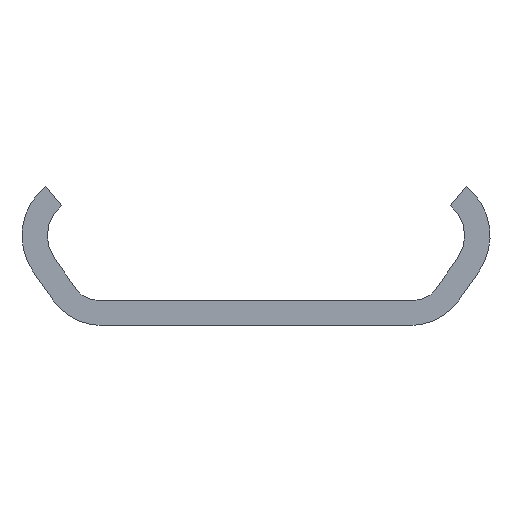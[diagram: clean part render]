
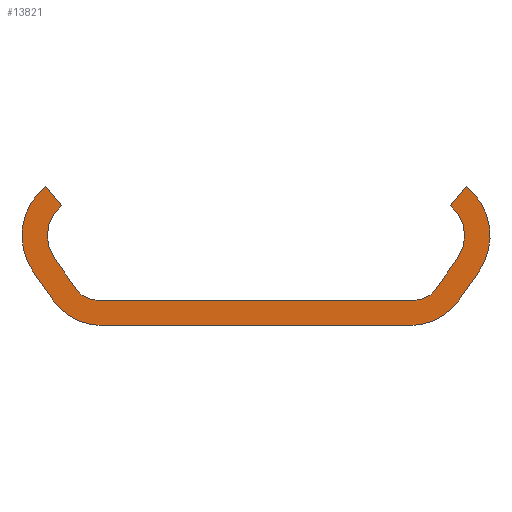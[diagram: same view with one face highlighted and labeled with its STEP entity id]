
A CAD part, front view. The second image highlights one B-rep face of the part: STEP entity #13821.
In plain terms, the highlighted planar face has unit normal (0, -1, 0).
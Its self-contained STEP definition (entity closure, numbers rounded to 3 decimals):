
#1637=LINE('',#28817,#2449);
#1642=LINE('',#28830,#2454);
#1646=LINE('',#28842,#2458);
#1650=LINE('',#28854,#2462);
#1654=LINE('',#28866,#2466);
#1658=LINE('',#28878,#2470);
#1662=LINE('',#28890,#2474);
#1666=LINE('',#28902,#2478);
#2449=VECTOR('',#18983,24.319);
#2454=VECTOR('',#18996,2.694);
#2458=VECTOR('',#19008,2.001);
#2462=VECTOR('',#19020,3.084);
#2466=VECTOR('',#19032,25.1);
#2470=VECTOR('',#19044,3.084);
#2474=VECTOR('',#19056,2.001);
#2478=VECTOR('',#19068,2.694);
#2607=PLANE('',#15303);
#3473=FACE_OUTER_BOUND('',#4339,.T.);
#4339=EDGE_LOOP('',(#12561,#12562,#12563,#12564,#12565,#12566,#12567,#12568,
#12569,#12570,#12571,#12572,#12573,#12574,#12575,#12576));
#5006=CIRCLE('',#15274,4.75);
#5008=CIRCLE('',#15278,5.);
#5010=CIRCLE('',#15282,3.);
#5012=CIRCLE('',#15286,2.);
#5014=CIRCLE('',#15290,2.);
#5016=CIRCLE('',#15294,3.);
#5018=CIRCLE('',#15298,5.);
#5020=CIRCLE('',#15302,4.75);
#6287=VERTEX_POINT('',#28814);
#6288=VERTEX_POINT('',#28816);
#6290=VERTEX_POINT('',#28822);
#6292=VERTEX_POINT('',#28828);
#6294=VERTEX_POINT('',#28834);
#6296=VERTEX_POINT('',#28840);
#6298=VERTEX_POINT('',#28846);
#6300=VERTEX_POINT('',#28852);
#6302=VERTEX_POINT('',#28858);
#6304=VERTEX_POINT('',#28864);
#6306=VERTEX_POINT('',#28870);
#6308=VERTEX_POINT('',#28876);
#6310=VERTEX_POINT('',#28882);
#6312=VERTEX_POINT('',#28888);
#6314=VERTEX_POINT('',#28894);
#6316=VERTEX_POINT('',#28900);
#8363=EDGE_CURVE('',#6287,#6288,#1637,.T.);
#8367=EDGE_CURVE('',#6290,#6287,#5006,.T.);
#8370=EDGE_CURVE('',#6292,#6290,#1642,.T.);
#8373=EDGE_CURVE('',#6294,#6292,#5008,.T.);
#8376=EDGE_CURVE('',#6296,#6294,#1646,.T.);
#8379=EDGE_CURVE('',#6298,#6296,#5010,.T.);
#8382=EDGE_CURVE('',#6300,#6298,#1650,.T.);
#8385=EDGE_CURVE('',#6302,#6300,#5012,.T.);
#8388=EDGE_CURVE('',#6304,#6302,#1654,.T.);
#8391=EDGE_CURVE('',#6306,#6304,#5014,.T.);
#8394=EDGE_CURVE('',#6308,#6306,#1658,.T.);
#8397=EDGE_CURVE('',#6310,#6308,#5016,.T.);
#8400=EDGE_CURVE('',#6312,#6310,#1662,.T.);
#8403=EDGE_CURVE('',#6314,#6312,#5018,.T.);
#8406=EDGE_CURVE('',#6316,#6314,#1666,.T.);
#8408=EDGE_CURVE('',#6288,#6316,#5020,.T.);
#12561=ORIENTED_EDGE('',*,*,#8363,.F.);
#12562=ORIENTED_EDGE('',*,*,#8367,.F.);
#12563=ORIENTED_EDGE('',*,*,#8370,.F.);
#12564=ORIENTED_EDGE('',*,*,#8373,.F.);
#12565=ORIENTED_EDGE('',*,*,#8376,.F.);
#12566=ORIENTED_EDGE('',*,*,#8379,.F.);
#12567=ORIENTED_EDGE('',*,*,#8382,.F.);
#12568=ORIENTED_EDGE('',*,*,#8385,.F.);
#12569=ORIENTED_EDGE('',*,*,#8388,.F.);
#12570=ORIENTED_EDGE('',*,*,#8391,.F.);
#12571=ORIENTED_EDGE('',*,*,#8394,.F.);
#12572=ORIENTED_EDGE('',*,*,#8397,.F.);
#12573=ORIENTED_EDGE('',*,*,#8400,.F.);
#12574=ORIENTED_EDGE('',*,*,#8403,.F.);
#12575=ORIENTED_EDGE('',*,*,#8406,.F.);
#12576=ORIENTED_EDGE('',*,*,#8408,.F.);
#13821=ADVANCED_FACE('',(#3473),#2607,.F.);
#15274=AXIS2_PLACEMENT_3D('',#28824,#18990,#18991);
#15278=AXIS2_PLACEMENT_3D('',#28836,#19002,#19003);
#15282=AXIS2_PLACEMENT_3D('',#28848,#19014,#19015);
#15286=AXIS2_PLACEMENT_3D('',#28860,#19026,#19027);
#15290=AXIS2_PLACEMENT_3D('',#28872,#19038,#19039);
#15294=AXIS2_PLACEMENT_3D('',#28884,#19050,#19051);
#15298=AXIS2_PLACEMENT_3D('',#28896,#19062,#19063);
#15302=AXIS2_PLACEMENT_3D('',#28905,#19073,#19074);
#15303=AXIS2_PLACEMENT_3D('',#28906,#19075,#19076);
#18983=DIRECTION('',(-1.,0.,0.));
#18990=DIRECTION('center_axis',(0.,1.,0.));
#18991=DIRECTION('ref_axis',(0.819,0.,-0.574));
#18996=DIRECTION('',(-0.574,0.,-0.819));
#19002=DIRECTION('center_axis',(0.,1.,0.));
#19003=DIRECTION('ref_axis',(0.626,0.,0.78));
#19008=DIRECTION('',(0.639,0.,0.769));
#19014=DIRECTION('center_axis',(0.,-1.,0.));
#19015=DIRECTION('ref_axis',(-0.617,0.,-0.787));
#19020=DIRECTION('',(0.574,0.,0.819));
#19026=DIRECTION('center_axis',(0.,-1.,0.));
#19027=DIRECTION('ref_axis',(-0.819,0.,0.574));
#19032=DIRECTION('',(1.,0.,0.));
#19038=DIRECTION('center_axis',(0.,-1.,0.));
#19039=DIRECTION('ref_axis',(0.,0.,1.));
#19044=DIRECTION('',(0.574,0.,-0.819));
#19050=DIRECTION('center_axis',(0.,-1.,0.));
#19051=DIRECTION('ref_axis',(0.819,0.,0.574));
#19056=DIRECTION('',(0.639,0.,-0.769));
#19062=DIRECTION('center_axis',(0.,1.,0.));
#19063=DIRECTION('ref_axis',(-0.819,0.,-0.574));
#19068=DIRECTION('',(-0.574,0.,0.819));
#19073=DIRECTION('center_axis',(0.,1.,0.));
#19074=DIRECTION('ref_axis',(0.,0.,-1.));
#19075=DIRECTION('center_axis',(0.,1.,0.));
#19076=DIRECTION('ref_axis',(0.,0.,1.));
#28814=CARTESIAN_POINT('',(12.16,0.,0.));
#28816=CARTESIAN_POINT('',(-12.16,0.,0.));
#28817=CARTESIAN_POINT('',(0.,0.,0.));
#28822=CARTESIAN_POINT('',(16.051,0.,2.026));
#28824=CARTESIAN_POINT('Origin',(12.16,0.,4.75));
#28828=CARTESIAN_POINT('',(17.596,0.,4.232));
#28830=CARTESIAN_POINT('',(17.596,0.,4.232));
#28834=CARTESIAN_POINT('',(16.629,0.,11.));
#28836=CARTESIAN_POINT('Origin',(13.5,0.,7.1));
#28840=CARTESIAN_POINT('',(15.35,0.,9.462));
#28842=CARTESIAN_POINT('',(15.35,0.,9.462));
#28846=CARTESIAN_POINT('',(15.957,0.,5.379));
#28848=CARTESIAN_POINT('Origin',(13.5,0.,7.1));
#28852=CARTESIAN_POINT('',(14.188,0.,2.853));
#28854=CARTESIAN_POINT('',(14.188,0.,2.853));
#28858=CARTESIAN_POINT('',(12.55,0.,2.));
#28860=CARTESIAN_POINT('Origin',(12.55,0.,4.));
#28864=CARTESIAN_POINT('',(-12.55,0.,2.));
#28866=CARTESIAN_POINT('',(-12.55,0.,2.));
#28870=CARTESIAN_POINT('',(-14.188,0.,2.853));
#28872=CARTESIAN_POINT('Origin',(-12.55,0.,4.));
#28876=CARTESIAN_POINT('',(-15.957,0.,5.379));
#28878=CARTESIAN_POINT('',(-15.957,0.,5.379));
#28882=CARTESIAN_POINT('',(-15.35,0.,9.462));
#28884=CARTESIAN_POINT('Origin',(-13.5,0.,7.1));
#28888=CARTESIAN_POINT('',(-16.629,0.,11.));
#28890=CARTESIAN_POINT('',(-16.629,0.,11.));
#28894=CARTESIAN_POINT('',(-17.596,0.,4.232));
#28896=CARTESIAN_POINT('Origin',(-13.5,0.,7.1));
#28900=CARTESIAN_POINT('',(-16.051,0.,2.026));
#28902=CARTESIAN_POINT('',(-16.051,0.,2.026));
#28905=CARTESIAN_POINT('Origin',(-12.16,0.,4.75));
#28906=CARTESIAN_POINT('Origin',(0.,0.,3.266));
